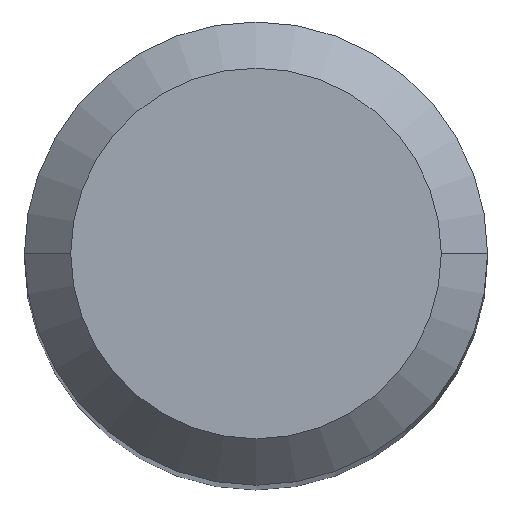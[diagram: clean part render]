
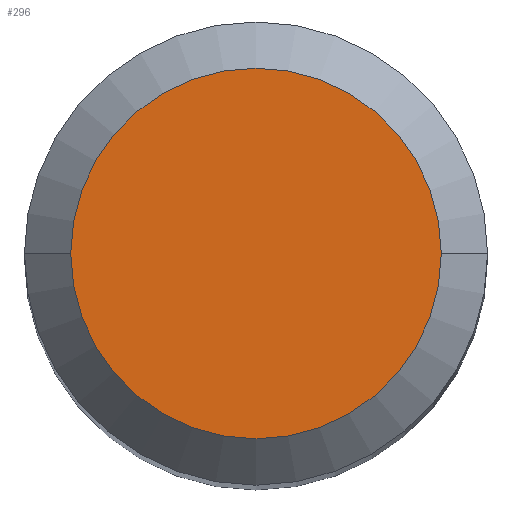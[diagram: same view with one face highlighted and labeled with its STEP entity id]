
A CAD part, top view. The second image highlights one B-rep face of the part: STEP entity #296.
In plain terms, the highlighted planar face has unit normal (0, 0, 1).
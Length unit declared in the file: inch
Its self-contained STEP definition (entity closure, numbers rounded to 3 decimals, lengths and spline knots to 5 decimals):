
#1 = DIRECTION ( 'NONE',  ( 1., 0., 0. ) ) ;
#31 = DIRECTION ( 'NONE',  ( 1., 0., 0. ) ) ;
#57 = VERTEX_POINT ( 'NONE', #135 ) ;
#67 = CARTESIAN_POINT ( 'NONE',  ( 0., 0., 0. ) ) ;
#135 = CARTESIAN_POINT ( 'NONE',  ( -0.09448, 0., 0. ) ) ;
#145 = EDGE_CURVE ( 'NONE', #57, #340, #187, .T. ) ;
#174 = PLANE ( 'NONE',  #336 ) ;
#179 = DIRECTION ( 'NONE',  ( 0., 0., -1. ) ) ;
#184 = CARTESIAN_POINT ( 'NONE',  ( 0., 0., 0. ) ) ;
#185 = ORIENTED_EDGE ( 'NONE', *, *, #291, .T. ) ;
#187 = CIRCLE ( 'NONE', #487, 0.09448 ) ;
#216 = AXIS2_PLACEMENT_3D ( 'NONE', #450, #485, #31 ) ;
#230 = ORIENTED_EDGE ( 'NONE', *, *, #145, .T. ) ;
#291 = EDGE_CURVE ( 'NONE', #340, #57, #294, .T. ) ;
#294 = CIRCLE ( 'NONE', #216, 0.09448 ) ;
#296 = ADVANCED_FACE ( 'NONE', ( #474 ), #174, .F. ) ;
#320 = CARTESIAN_POINT ( 'NONE',  ( 0.09448, 0., 0. ) ) ;
#336 = AXIS2_PLACEMENT_3D ( 'NONE', #67, #179, #445 ) ;
#340 = VERTEX_POINT ( 'NONE', #320 ) ;
#366 = DIRECTION ( 'NONE',  ( 0., 0., 1. ) ) ;
#445 = DIRECTION ( 'NONE',  ( -1., 0., 0. ) ) ;
#450 = CARTESIAN_POINT ( 'NONE',  ( 0., 0., 0. ) ) ;
#474 = FACE_OUTER_BOUND ( 'NONE', #475, .T. ) ;
#475 = EDGE_LOOP ( 'NONE', ( #230, #185 ) ) ;
#485 = DIRECTION ( 'NONE',  ( 0., 0., 1. ) ) ;
#487 = AXIS2_PLACEMENT_3D ( 'NONE', #184, #366, #1 ) ;
